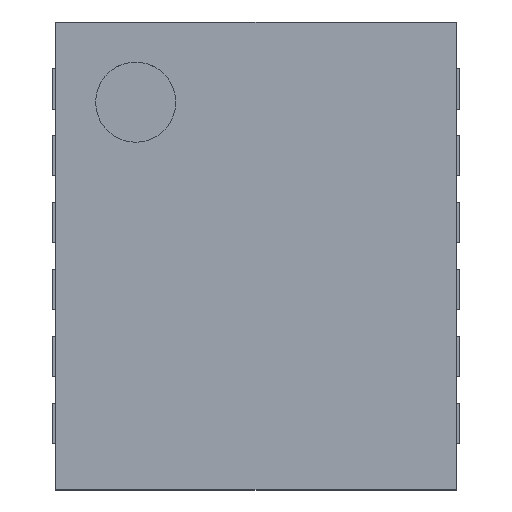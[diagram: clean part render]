
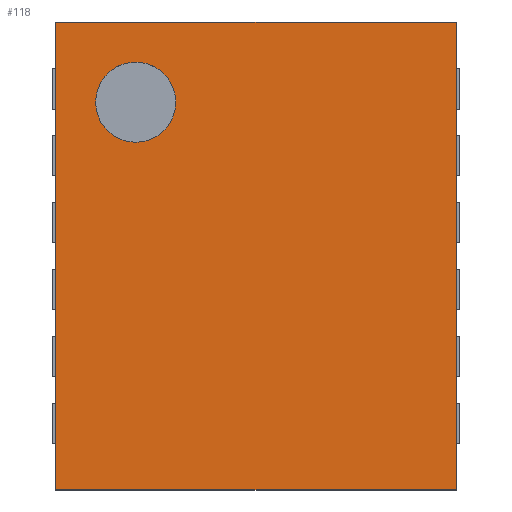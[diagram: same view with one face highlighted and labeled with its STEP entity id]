
A CAD part, top view. The second image highlights one B-rep face of the part: STEP entity #118.
In plain terms, the highlighted planar face has unit normal (0, 0, 1).
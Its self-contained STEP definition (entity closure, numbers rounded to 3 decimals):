
#13=DIRECTION('',(0.,0.,1.));
#14=DIRECTION('',(1.,0.,0.));
#77=VERTEX_POINT('',#78);
#78=CARTESIAN_POINT('',(-1.5,-1.75,0.77));
#86=VECTOR('',#87,1.);
#87=DIRECTION('',(0.,1.,0.));
#90=VERTEX_POINT('',#91);
#91=CARTESIAN_POINT('',(-1.5,1.75,0.77));
#93=ORIENTED_EDGE('',*,*,#94,.F.);
#94=EDGE_CURVE('',#77,#90,#95,.T.);
#95=LINE('',#78,#86);
#106=VECTOR('',#14,1.);
#108=ORIENTED_EDGE('',*,*,#109,.T.);
#109=EDGE_CURVE('',#77,#110,#112,.T.);
#110=VERTEX_POINT('',#111);
#111=CARTESIAN_POINT('',(1.5,-1.75,0.77));
#112=LINE('',#78,#106);
#118=ADVANCED_FACE('',(#119,#129),#140,.T.);
#119=FACE_BOUND('',#120,.T.);
#120=EDGE_LOOP('',(#93,#108,#121,#126));
#121=ORIENTED_EDGE('',*,*,#122,.T.);
#122=EDGE_CURVE('',#110,#123,#125,.T.);
#123=VERTEX_POINT('',#124);
#124=CARTESIAN_POINT('',(1.5,1.75,0.77));
#125=LINE('',#111,#86);
#126=ORIENTED_EDGE('',*,*,#127,.F.);
#127=EDGE_CURVE('',#90,#123,#128,.T.);
#128=LINE('',#91,#106);
#129=FACE_BOUND('',#130,.T.);
#130=EDGE_LOOP('',(#131));
#131=ORIENTED_EDGE('',*,*,#132,.T.);
#132=EDGE_CURVE('',#133,#133,#135,.T.);
#133=VERTEX_POINT('',#134);
#134=CARTESIAN_POINT('',(-1.2,1.15,0.77));
#135=CIRCLE('',#136,0.3);
#136=AXIS2_PLACEMENT_3D('',#137,#138,#139);
#137=CARTESIAN_POINT('',(-0.9,1.15,0.77));
#138=DIRECTION('',(0.,0.,-1.));
#139=DIRECTION('',(-1.,0.,0.));
#140=PLANE('',#141);
#141=AXIS2_PLACEMENT_3D('',#78,#13,#14);
